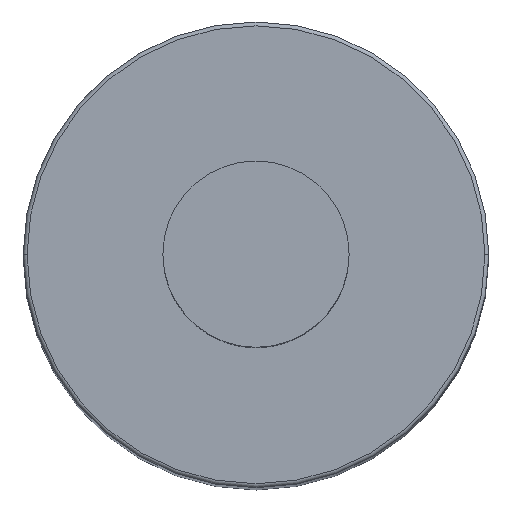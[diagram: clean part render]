
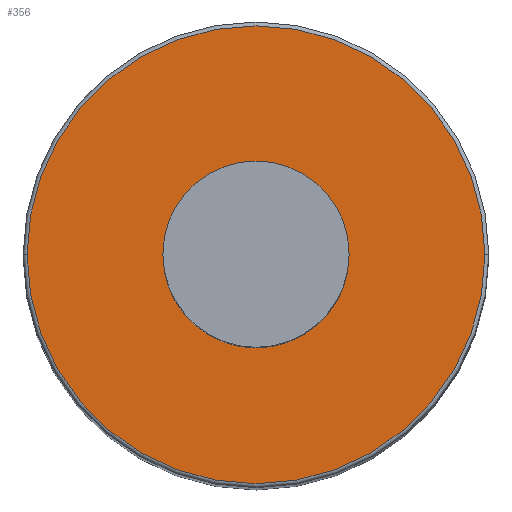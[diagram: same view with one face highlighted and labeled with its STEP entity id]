
A CAD part, top view. The second image highlights one B-rep face of the part: STEP entity #356.
In plain terms, the highlighted planar face has unit normal (0, 0, 1).
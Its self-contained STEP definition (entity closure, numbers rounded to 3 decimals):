
#153=CARTESIAN_POINT('',(0.,0.,35.));
#154=DIRECTION('',(0.,0.,1.));
#155=DIRECTION('',(1.,0.,0.));
#156=AXIS2_PLACEMENT_3D('',#153,#154,#155);
#161=CARTESIAN_POINT('',(0.,0.,35.));
#162=DIRECTION('',(0.,0.,1.));
#163=DIRECTION('',(-1.,0.,0.));
#164=AXIS2_PLACEMENT_3D('',#161,#162,#163);
#169=CARTESIAN_POINT('',(0.,0.,35.));
#170=DIRECTION('',(0.,0.,1.));
#171=DIRECTION('',(-1.,0.,0.));
#172=AXIS2_PLACEMENT_3D('',#169,#170,#171);
#177=CARTESIAN_POINT('',(0.,0.,35.));
#178=DIRECTION('',(0.,0.,1.));
#179=DIRECTION('',(1.,0.,0.));
#180=AXIS2_PLACEMENT_3D('',#177,#178,#179);
#250=CARTESIAN_POINT('',(2.4,0.,35.));
#251=CARTESIAN_POINT('',(-2.4,0.,35.));
#252=VERTEX_POINT('',#250);
#253=VERTEX_POINT('',#251);
#254=CARTESIAN_POINT('',(-5.9,0.,35.));
#255=CARTESIAN_POINT('',(5.9,0.,35.));
#256=VERTEX_POINT('',#254);
#257=VERTEX_POINT('',#255);
#340=CARTESIAN_POINT('',(0.,0.,35.));
#341=DIRECTION('',(0.,0.,1.));
#342=DIRECTION('',(1.,0.,0.));
#343=AXIS2_PLACEMENT_3D('',#340,#341,#342);
#344=PLANE('',#343);
#346=ORIENTED_EDGE('',*,*,#345,.F.);
#347=ORIENTED_EDGE('',*,*,#330,.F.);
#348=EDGE_LOOP('',(#346,#347));
#349=FACE_OUTER_BOUND('',#348,.F.);
#351=ORIENTED_EDGE('',*,*,#350,.T.);
#353=ORIENTED_EDGE('',*,*,#352,.T.);
#354=EDGE_LOOP('',(#351,#353));
#355=FACE_BOUND('',#354,.F.);
#356=ADVANCED_FACE('',(#349,#355),#344,.T.);
#157=CIRCLE('',#156,2.4);
#165=CIRCLE('',#164,2.4);
#173=CIRCLE('',#172,5.9);
#181=CIRCLE('',#180,5.9);
#330=EDGE_CURVE('',#257,#256,#181,.T.);
#345=EDGE_CURVE('',#256,#257,#173,.T.);
#350=EDGE_CURVE('',#252,#253,#157,.T.);
#352=EDGE_CURVE('',#253,#252,#165,.T.);
